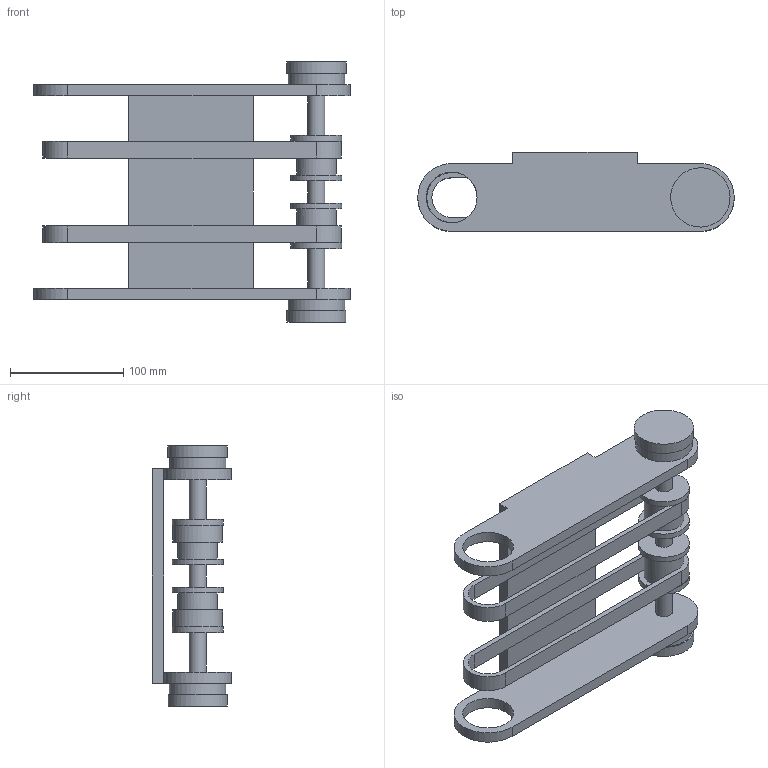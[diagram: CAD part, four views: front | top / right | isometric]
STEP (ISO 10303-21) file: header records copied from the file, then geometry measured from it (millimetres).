
FILE_DESCRIPTION(/* description */ (''),/* implementation_level */ '2;1');
FILE_NAME(/* name */ 'Eslabon1_ipt_22798c7e.STEP',/* time_stamp */ '2021-09-10T00:32:34-05:00',/* author */ ('geral'),/* organization */ (''),/* preprocessor_version */ 'ST-DEVELOPER v18.1',/* originating_system */ 'Autodesk Inventor 2021',/* authorisation */ '');
FILE_SCHEMA (('AUTOMOTIVE_DESIGN { 1 0 10303 214 3 1 1 }'));
Length unit declared in the file: millimetre
Products named in the file (1): Eslabon1
Bounding box: 280 x 70 x 230 mm (x, y, z)
Volume: 760325.4 mm3; surface area: 185593 mm2
Topology: 1 solids, 3 shells, 71 faces, 193 edges, 136 vertices
Faces by surface type: plane 44, cylinder 27
Full cylindrical faces by diameter (mm): 14.6 x2, 15 x3, 35 x2, 45 x6, 50 x2, 52.5 x2
Entity records: 2381 total; most frequent: DIRECTION 429, CARTESIAN_POINT 401, ORIENTED_EDGE 386, EDGE_CURVE 193, AXIS2_PLACEMENT_3D 164, VERTEX_POINT 136, LINE 101, VECTOR 101
